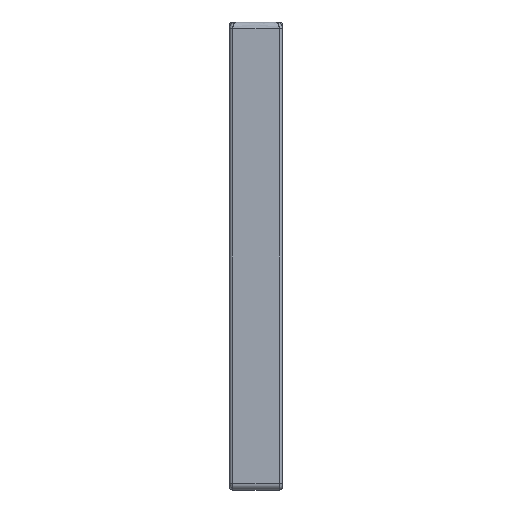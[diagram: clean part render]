
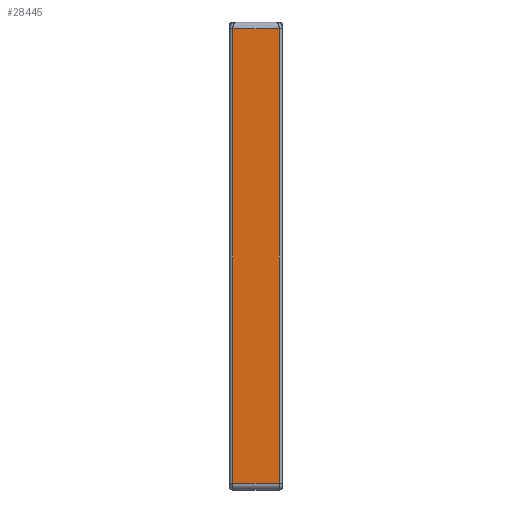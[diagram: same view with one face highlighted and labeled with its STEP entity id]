
A CAD part, left-side view. The second image highlights one B-rep face of the part: STEP entity #28445.
In plain terms, the highlighted free-form (B-spline) face has degree [1, 1] with [2, 2] control points.
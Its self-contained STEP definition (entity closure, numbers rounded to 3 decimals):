
#28445 = ADVANCED_FACE('',(#28446),#28476,.T.);
#28446 = FACE_BOUND('',#28447,.T.);
#28447 = EDGE_LOOP('',(#28448,#28457,#28464,#28471));
#28448 = ORIENTED_EDGE('',*,*,#28449,.F.);
#28449 = EDGE_CURVE('',#28450,#28452,#28454,.T.);
#28450 = VERTEX_POINT('',#28451);
#28451 = CARTESIAN_POINT('',(-14.927,-2.101,
    -14.327));
#28452 = VERTEX_POINT('',#28453);
#28453 = CARTESIAN_POINT('',(-14.927,2.101,
    -14.327));
#28454 = B_SPLINE_CURVE_WITH_KNOTS('',1,(#28455,#28456),.UNSPECIFIED.,
  .F.,.F.,(2,2),(0.25,3.75),.PIECEWISE_BEZIER_KNOTS.);
#28455 = CARTESIAN_POINT('',(-14.927,-2.101,
    -14.327));
#28456 = CARTESIAN_POINT('',(-14.927,2.101,
    -14.327));
#28457 = ORIENTED_EDGE('',*,*,#28458,.T.);
#28458 = EDGE_CURVE('',#28450,#28459,#28461,.T.);
#28459 = VERTEX_POINT('',#28460);
#28460 = CARTESIAN_POINT('',(-14.927,-2.101,
    26.991));
#28461 = B_SPLINE_CURVE_WITH_KNOTS('',1,(#28462,#28463),.UNSPECIFIED.,
  .F.,.F.,(2,2),(-24.37,10.05),.PIECEWISE_BEZIER_KNOTS.);
#28462 = CARTESIAN_POINT('',(-14.927,-2.101,
    -14.327));
#28463 = CARTESIAN_POINT('',(-14.927,-2.101,
    26.991));
#28464 = ORIENTED_EDGE('',*,*,#28465,.T.);
#28465 = EDGE_CURVE('',#28459,#28466,#28468,.T.);
#28466 = VERTEX_POINT('',#28467);
#28467 = CARTESIAN_POINT('',(-14.927,2.101,
    26.991));
#28468 = B_SPLINE_CURVE_WITH_KNOTS('',1,(#28469,#28470),.UNSPECIFIED.,
  .F.,.F.,(2,2),(0.25,3.75),.PIECEWISE_BEZIER_KNOTS.);
#28469 = CARTESIAN_POINT('',(-14.927,-2.101,
    26.991));
#28470 = CARTESIAN_POINT('',(-14.927,2.101,
    26.991));
#28471 = ORIENTED_EDGE('',*,*,#28472,.F.);
#28472 = EDGE_CURVE('',#28452,#28466,#28473,.T.);
#28473 = B_SPLINE_CURVE_WITH_KNOTS('',1,(#28474,#28475),.UNSPECIFIED.,
  .F.,.F.,(2,2),(-24.37,10.05),.PIECEWISE_BEZIER_KNOTS.);
#28474 = CARTESIAN_POINT('',(-14.927,2.101,
    -14.327));
#28475 = CARTESIAN_POINT('',(-14.927,2.101,
    26.991));
#28476 = B_SPLINE_SURFACE_WITH_KNOTS('',1,1,(
    (#28477,#28478)
    ,(#28479,#28480
    )),.UNSPECIFIED.,.F.,.F.,.F.,(2,2),(2,2),(-24.37,10.05),(
    0.25,3.75),.PIECEWISE_BEZIER_KNOTS.);
#28477 = CARTESIAN_POINT('',(-14.927,-2.101,
    -14.327));
#28478 = CARTESIAN_POINT('',(-14.927,2.101,
    -14.327));
#28479 = CARTESIAN_POINT('',(-14.927,-2.101,
    26.991));
#28480 = CARTESIAN_POINT('',(-14.927,2.101,
    26.991));
